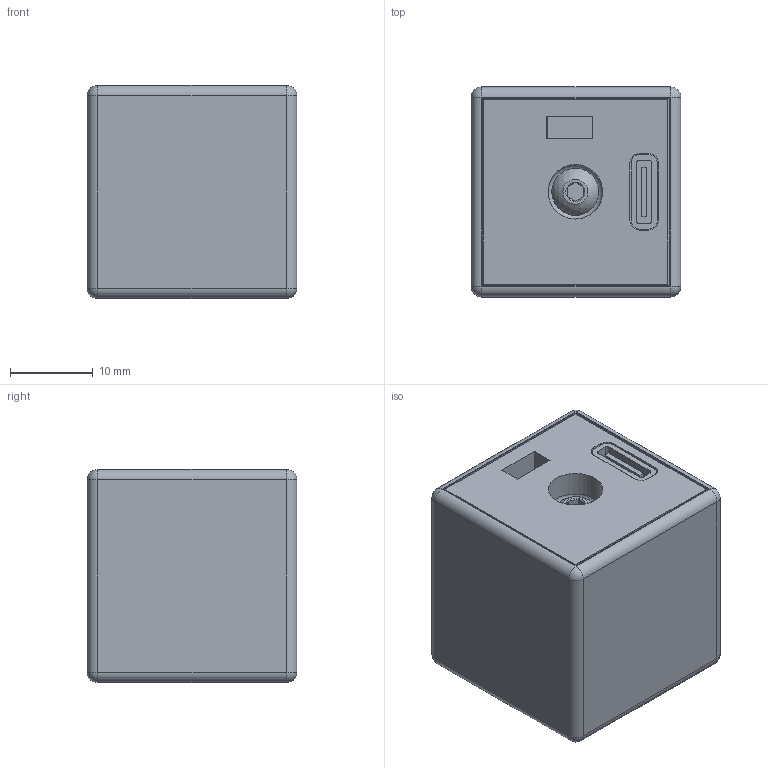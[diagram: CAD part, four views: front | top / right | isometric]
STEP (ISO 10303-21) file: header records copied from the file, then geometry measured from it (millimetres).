
FILE_DESCRIPTION(/* description */ (''),/* implementation_level */ '2;1');
FILE_NAME(/* name */ 'musical cube v54.step',/* time_stamp */ '2023-02-27T12:29:47-05:00',/* author */ (''),/* organization */ (''),/* preprocessor_version */ 'ST-DEVELOPER v19.2',/* originating_system */ 'Autodesk Translation Framework v11.17.0.187',/* authorisation */ '');
FILE_SCHEMA (('AUTOMOTIVE_DESIGN { 1 0 10303 214 3 1 1 }'));
Products named in the file (5): musical cube; music cube hat; Seeeduino Xiao; 94180A333_Tapered Heat-Set Inserts for Plastic; 92095A184_Button Head Hex Drive Screw
Assembly tree (4 placements, depth 3):
  musical cube
    music cube hat
      Seeeduino Xiao
    94180A333_Tapered Heat-Set Inserts for Plastic
    92095A184_Button Head Hex Drive Screw
Bounding box: 25.4 x 25.4 x 25.78 mm (x, y, z)
Volume: 9833.7 mm3; surface area: 9621.4 mm2
Topology: 5 solids, 5 shells, 622 faces, 1646 edges, 1050 vertices
Faces by surface type: plane 275, cylinder 219, bspline 101, cone 16, sphere 9, torus 2
Full cylindrical faces by diameter (mm): 0.6 x14, 2.35 x30, 3 x41, 3.556 x1, 4.064 x1, 4.371 x2, 4.7 x1, 5.56 x1, 5.7 x1, 6.604 x2, 8.89 x1
Entity records: 39637 total; most frequent: CARTESIAN_POINT 24701, ORIENTED_EDGE 3292, DIRECTION 2791, EDGE_CURVE 1646, VERTEX_POINT 1050, AXIS2_PLACEMENT_3D 938, LINE 915, VECTOR 915
